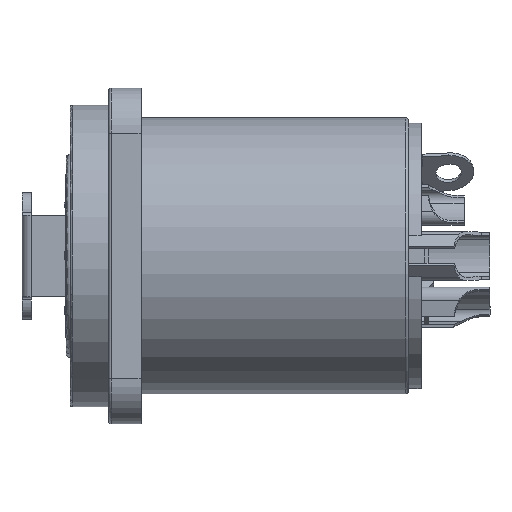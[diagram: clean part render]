
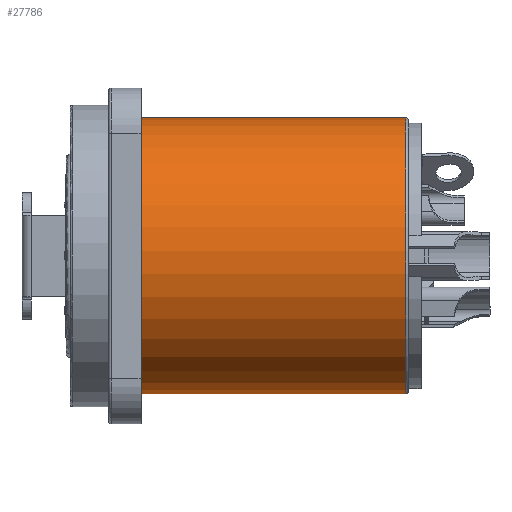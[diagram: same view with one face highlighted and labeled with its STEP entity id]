
A CAD part, front view. The second image highlights one B-rep face of the part: STEP entity #27786.
In plain terms, the highlighted cylindrical face has radius 10.7 mm (diameter 21.4 mm), a partial arc.
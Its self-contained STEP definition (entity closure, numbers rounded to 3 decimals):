
#27364=CARTESIAN_POINT('',(-1.858,-10.537,23.));
#27365=VERTEX_POINT('',#27364);
#27472=CARTESIAN_POINT('',(-6.137,8.765,23.));
#27473=VERTEX_POINT('',#27472);
#27491=CARTESIAN_POINT('',(0.0,0.0,23.));
#27492=DIRECTION('',(0.0,0.0,1.0));
#27493=DIRECTION('',(0.976,0.216,0.0));
#27494=AXIS2_PLACEMENT_3D('',#27491,#27492,#27493);
#27495=CIRCLE('',#27494,10.7);
#27496=EDGE_CURVE('',#27365,#27473,#27495,.T.);
#27667=CARTESIAN_POINT('',(-6.137,8.765,2.2));
#27668=VERTEX_POINT('',#27667);
#27669=CARTESIAN_POINT('',(-6.137,8.765,2.2));
#27670=DIRECTION('',(0.0,0.0,1.0));
#27671=VECTOR('',#27670,20.8);
#27672=LINE('',#27669,#27671);
#27673=EDGE_CURVE('',#27668,#27473,#27672,.T.);
#27762=CARTESIAN_POINT('',(0.0,0.0,2.2));
#27763=DIRECTION('',(0.0,0.0,1.0));
#27764=DIRECTION('',(0.174,0.985,0.0));
#27765=AXIS2_PLACEMENT_3D('',#27762,#27763,#27764);
#27766=CYLINDRICAL_SURFACE('',#27765,10.7);
#27767=ORIENTED_EDGE('',*,*,#27496,.F.);
#27768=CARTESIAN_POINT('',(-1.858,-10.537,2.2));
#27769=VERTEX_POINT('',#27768);
#27770=CARTESIAN_POINT('',(-1.858,-10.537,2.2));
#27771=DIRECTION('',(0.0,0.0,1.0));
#27772=VECTOR('',#27771,20.8);
#27773=LINE('',#27770,#27772);
#27774=EDGE_CURVE('',#27769,#27365,#27773,.T.);
#27775=ORIENTED_EDGE('',*,*,#27774,.F.);
#27776=CARTESIAN_POINT('',(0.0,0.0,2.2));
#27777=DIRECTION('',(0.0,0.0,-1.));
#27778=DIRECTION('',(0.174,0.985,0.0));
#27779=AXIS2_PLACEMENT_3D('',#27776,#27777,#27778);
#27780=CIRCLE('',#27779,10.7);
#27781=EDGE_CURVE('',#27668,#27769,#27780,.T.);
#27782=ORIENTED_EDGE('',*,*,#27781,.F.);
#27783=ORIENTED_EDGE('',*,*,#27673,.T.);
#27784=EDGE_LOOP('',(#27767,#27775,#27782,#27783));
#27785=FACE_OUTER_BOUND('',#27784,.T.);
#27786=ADVANCED_FACE('',(#27785),#27766,.T.);
